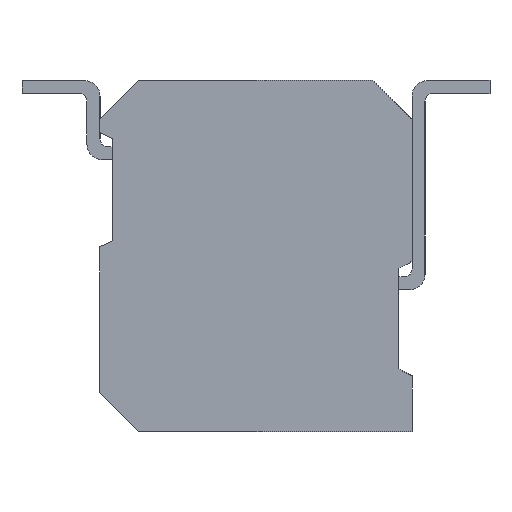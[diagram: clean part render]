
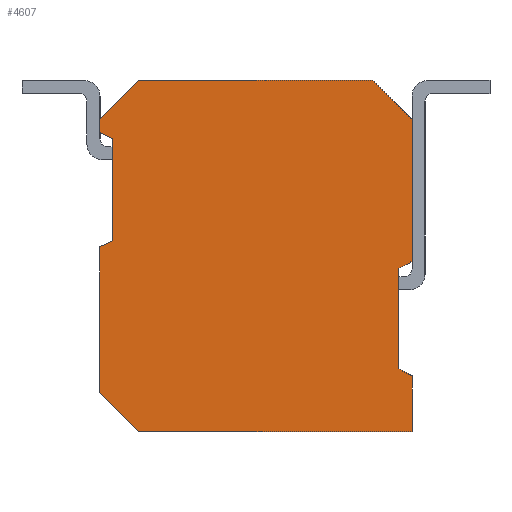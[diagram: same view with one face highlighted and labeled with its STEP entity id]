
A CAD part, left-side view. The second image highlights one B-rep face of the part: STEP entity #4607.
In plain terms, the highlighted planar face has unit normal (-1, 0, 0).
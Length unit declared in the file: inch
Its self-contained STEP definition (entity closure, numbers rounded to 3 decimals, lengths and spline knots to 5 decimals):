
#447=ORIENTED_EDGE('',*,*,#1678,.F.);
#448=ORIENTED_EDGE('',*,*,#1680,.F.);
#449=ORIENTED_EDGE('',*,*,#1629,.F.);
#450=ORIENTED_EDGE('',*,*,#1538,.F.);
#451=ORIENTED_EDGE('',*,*,#1562,.F.);
#452=ORIENTED_EDGE('',*,*,#1542,.F.);
#453=ORIENTED_EDGE('',*,*,#1598,.F.);
#454=ORIENTED_EDGE('',*,*,#1681,.F.);
#455=ORIENTED_EDGE('',*,*,#1682,.T.);
#456=ORIENTED_EDGE('',*,*,#1621,.T.);
#457=ORIENTED_EDGE('',*,*,#1683,.F.);
#458=ORIENTED_EDGE('',*,*,#1510,.F.);
#459=ORIENTED_EDGE('',*,*,#1684,.F.);
#460=ORIENTED_EDGE('',*,*,#1623,.T.);
#461=ORIENTED_EDGE('',*,*,#1685,.F.);
#1510=EDGE_CURVE('',#2183,#2184,#2621,.T.);
#1538=EDGE_CURVE('',#2207,#2208,#2649,.T.);
#1542=EDGE_CURVE('',#2211,#2212,#2653,.T.);
#1562=EDGE_CURVE('',#2212,#2207,#2673,.T.);
#1598=EDGE_CURVE('',#2248,#2211,#2709,.T.);
#1621=EDGE_CURVE('',#2272,#2271,#2732,.T.);
#1623=EDGE_CURVE('',#2273,#2274,#2734,.T.);
#1629=EDGE_CURVE('',#2208,#2278,#2740,.T.);
#1678=EDGE_CURVE('',#2302,#2303,#2789,.T.);
#1680=EDGE_CURVE('',#2278,#2302,#2791,.T.);
#1681=EDGE_CURVE('',#2304,#2248,#2792,.T.);
#1682=EDGE_CURVE('',#2304,#2272,#2793,.T.);
#1683=EDGE_CURVE('',#2184,#2271,#2794,.T.);
#1684=EDGE_CURVE('',#2273,#2183,#2795,.T.);
#1685=EDGE_CURVE('',#2303,#2274,#2796,.T.);
#2183=VERTEX_POINT('',#6457);
#2184=VERTEX_POINT('',#6458);
#2207=VERTEX_POINT('',#6515);
#2208=VERTEX_POINT('',#6516);
#2211=VERTEX_POINT('',#6524);
#2212=VERTEX_POINT('',#6525);
#2248=VERTEX_POINT('',#6638);
#2271=VERTEX_POINT('',#6685);
#2272=VERTEX_POINT('',#6687);
#2273=VERTEX_POINT('',#6691);
#2274=VERTEX_POINT('',#6692);
#2278=VERTEX_POINT('',#6701);
#2302=VERTEX_POINT('',#6797);
#2303=VERTEX_POINT('',#6799);
#2304=VERTEX_POINT('',#6804);
#2621=LINE('',#6456,#3214);
#2649=LINE('',#6514,#3242);
#2653=LINE('',#6523,#3246);
#2673=LINE('',#6564,#3266);
#2709=LINE('',#6639,#3302);
#2732=LINE('',#6686,#3325);
#2734=LINE('',#6690,#3327);
#2740=LINE('',#6703,#3333);
#2789=LINE('',#6798,#3382);
#2791=LINE('',#6802,#3384);
#2792=LINE('',#6803,#3385);
#2793=LINE('',#6805,#3386);
#2794=LINE('',#6806,#3387);
#2795=LINE('',#6807,#3388);
#2796=LINE('',#6808,#3389);
#3214=VECTOR('',#5187,39.37008);
#3242=VECTOR('',#5227,39.37008);
#3246=VECTOR('',#5233,39.37008);
#3266=VECTOR('',#5255,39.37008);
#3302=VECTOR('',#5333,39.37008);
#3325=VECTOR('',#5358,39.37008);
#3327=VECTOR('',#5362,39.37008);
#3333=VECTOR('',#5370,39.37008);
#3382=VECTOR('',#5463,39.37008);
#3384=VECTOR('',#5467,39.37008);
#3385=VECTOR('',#5468,39.37008);
#3386=VECTOR('',#5469,39.37008);
#3387=VECTOR('',#5470,39.37008);
#3388=VECTOR('',#5471,39.37008);
#3389=VECTOR('',#5472,39.37008);
#3869=EDGE_LOOP('',(#447,#448,#449,#450,#451,#452,#453,#454,#455,#456,#457,
#458,#459,#460,#461));
#4140=FACE_BOUND('',#3869,.T.);
#4396=PLANE('',#4896);
#4607=ADVANCED_FACE('',(#4140),#4396,.F.);
#4896=AXIS2_PLACEMENT_3D('',#6801,#5465,#5466);
#5187=DIRECTION('',(0.,0.,-1.));
#5227=DIRECTION('',(0.,0.908,0.418));
#5233=DIRECTION('',(0.,-0.908,0.418));
#5255=DIRECTION('',(0.,0.,1.));
#5333=DIRECTION('',(0.,0.,1.));
#5358=DIRECTION('',(0.,0.,1.));
#5362=DIRECTION('',(0.,0.,1.));
#5370=DIRECTION('',(0.,0.,1.));
#5463=DIRECTION('',(0.,-1.,0.));
#5465=DIRECTION('',(1.,0.,0.));
#5466=DIRECTION('',(0.,0.,-1.));
#5467=DIRECTION('',(0.,-0.707,0.707));
#5468=DIRECTION('',(0.,0.707,0.707));
#5469=DIRECTION('',(0.,-1.,0.));
#5470=DIRECTION('',(0.,-0.88,-0.475));
#5471=DIRECTION('',(0.,0.88,-0.475));
#5472=DIRECTION('',(0.,-0.707,-0.707));
#6456=CARTESIAN_POINT('',(0.,0.005,-0.0048));
#6457=CARTESIAN_POINT('',(0.,0.005,-0.0048));
#6458=CARTESIAN_POINT('',(0.,0.005,-0.0434));
#6514=CARTESIAN_POINT('',(0.,0.115,0.0452));
#6515=CARTESIAN_POINT('',(0.,0.115,0.0452));
#6516=CARTESIAN_POINT('',(0.,0.12,0.0475));
#6523=CARTESIAN_POINT('',(0.,0.12,0.0035));
#6524=CARTESIAN_POINT('',(0.,0.12,0.0035));
#6525=CARTESIAN_POINT('',(0.,0.115,0.0058));
#6564=CARTESIAN_POINT('',(0.,0.115,0.0058));
#6638=CARTESIAN_POINT('',(0.,0.12,-0.0525));
#6639=CARTESIAN_POINT('',(0.,0.12,-0.0675));
#6685=CARTESIAN_POINT('',(0.,0.,-0.0461));
#6686=CARTESIAN_POINT('',(0.,0.,-0.0675));
#6687=CARTESIAN_POINT('',(0.,0.,-0.0675));
#6690=CARTESIAN_POINT('',(0.,0.,-0.0675));
#6691=CARTESIAN_POINT('',(0.,0.,-0.0021));
#6692=CARTESIAN_POINT('',(0.,0.,0.0525));
#6701=CARTESIAN_POINT('',(0.,0.12,0.0525));
#6703=CARTESIAN_POINT('',(0.,0.12,-0.0675));
#6797=CARTESIAN_POINT('',(0.,0.105,0.0675));
#6798=CARTESIAN_POINT('',(0.,0.12,0.0675));
#6799=CARTESIAN_POINT('',(0.,0.015,0.0675));
#6801=CARTESIAN_POINT('',(0.,0.12,-0.0675));
#6802=CARTESIAN_POINT('',(0.,0.12,0.0525));
#6803=CARTESIAN_POINT('',(0.,0.105,-0.0675));
#6804=CARTESIAN_POINT('',(0.,0.105,-0.0675));
#6805=CARTESIAN_POINT('',(0.,0.12,-0.0675));
#6806=CARTESIAN_POINT('',(0.,0.005,-0.0434));
#6807=CARTESIAN_POINT('',(0.,0.,-0.0021));
#6808=CARTESIAN_POINT('',(0.,0.015,0.0675));
